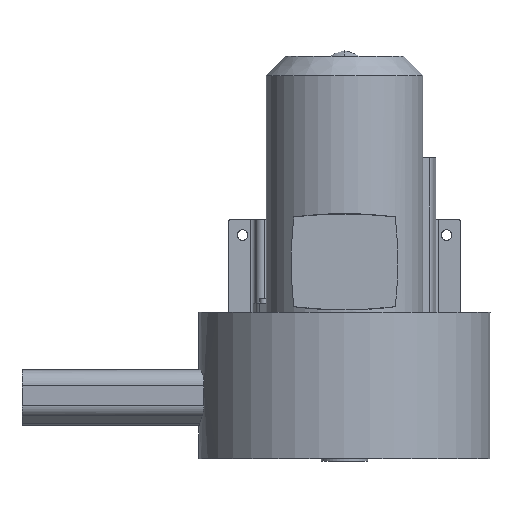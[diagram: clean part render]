
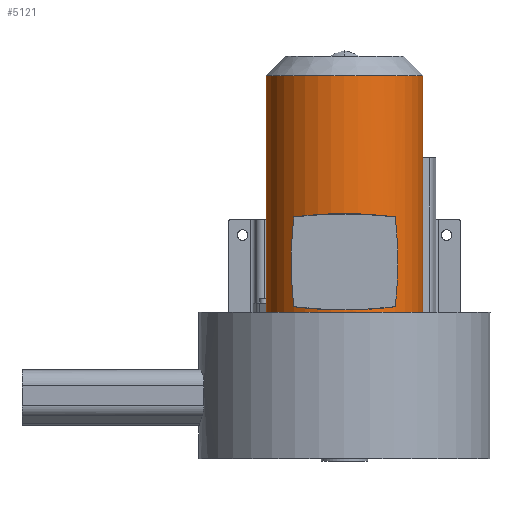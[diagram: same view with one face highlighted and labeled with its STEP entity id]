
A CAD part, front view. The second image highlights one B-rep face of the part: STEP entity #5121.
In plain terms, the highlighted cylindrical face has radius 100 mm (diameter 200 mm), a partial arc.
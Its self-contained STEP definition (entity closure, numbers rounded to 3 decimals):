
#7 = CARTESIAN_POINT ( 'NONE',  ( 67.72, -73.584, 103.782 ) ) ;
#49 = CARTESIAN_POINT ( 'NONE',  ( 65.834, -75.285, 170.482 ) ) ;
#59 = CARTESIAN_POINT ( 'NONE',  ( 27.516, -96.151, 183.469 ) ) ;
#118 = CARTESIAN_POINT ( 'NONE',  ( 58.966, -80.778, 180.734 ) ) ;
#123 = ORIENTED_EDGE ( 'NONE', *, *, #9163, .T. ) ;
#348 = CARTESIAN_POINT ( 'NONE',  ( 100., 0., 58.45 ) ) ;
#439 = EDGE_CURVE ( 'NONE', #6905, #2261, #5085, .T. ) ;
#505 = DIRECTION ( 'NONE',  ( 0., 0., 1. ) ) ;
#556 = CARTESIAN_POINT ( 'NONE',  ( -100., 0., 359.95 ) ) ;
#635 = CARTESIAN_POINT ( 'NONE',  ( -100., 0., 58.45 ) ) ;
#738 = CARTESIAN_POINT ( 'NONE',  ( 0., 0., 58.45 ) ) ;
#889 = VERTEX_POINT ( 'NONE', #1529 ) ;
#918 = CARTESIAN_POINT ( 'NONE',  ( 47.897, -87.832, 63.75 ) ) ;
#941 = ORIENTED_EDGE ( 'NONE', *, *, #2592, .T. ) ;
#977 = LINE ( 'NONE', #4727, #10561 ) ;
#1067 = CARTESIAN_POINT ( 'NONE',  ( 66.643, -74.56, 84.726 ) ) ;
#1114 = CARTESIAN_POINT ( 'NONE',  ( 64.752, -76.205, 180.011 ) ) ;
#1128 = CYLINDRICAL_SURFACE ( 'NONE', #11276, 100. ) ;
#1494 = EDGE_CURVE ( 'NONE', #7223, #8649, #11450, .T. ) ;
#1529 = CARTESIAN_POINT ( 'NONE',  ( 64.752, -76.205, 180.011 ) ) ;
#1752 = CARTESIAN_POINT ( 'NONE',  ( 55.462, -83.415, 64.517 ) ) ;
#1814 = CARTESIAN_POINT ( 'NONE',  ( 23.279, -97.428, 61.964 ) ) ;
#1836 = CARTESIAN_POINT ( 'NONE',  ( 20.407, -97.939, 183.817 ) ) ;
#1857 = EDGE_CURVE ( 'NONE', #2261, #3352, #6096, .T. ) ;
#1868 = CARTESIAN_POINT ( 'NONE',  ( 60.243, -80.036, 65.08 ) ) ;
#1890 = CARTESIAN_POINT ( 'NONE',  ( 45.358, -89.312, 182.187 ) ) ;
#2261 = VERTEX_POINT ( 'NONE', #5307 ) ;
#2517 = EDGE_LOOP ( 'NONE', ( #5211, #941, #123, #3131, #8045 ) ) ;
#2548 = CIRCLE ( 'NONE', #8257, 100. ) ;
#2592 = EDGE_CURVE ( 'NONE', #9477, #889, #2759, .T. ) ;
#2759 = B_SPLINE_CURVE_WITH_KNOTS ( 'NONE', 3,
 ( #6421, #11785, #7370, #1836, #9034, #59, #3682, #10060, #7317, #5587, #1890, #8314, #5525, #118, #3739, #10182, #5466, #1114 ),
 .UNSPECIFIED., .F., .F.,
 ( 4, 2, 2, 2, 2, 2, 2, 2, 4 ),
 ( 0., 0.018, 0.026, 0.031, 0.035, 0.053, 0.061, 0.066, 0.07 ),
 .UNSPECIFIED. ) ;
#2849 = AXIS2_PLACEMENT_3D ( 'NONE', #6113, #10762, #8895 ) ;
#2917 = VERTEX_POINT ( 'NONE', #5629 ) ;
#2993 = DIRECTION ( 'NONE',  ( 0., 0., -1. ) ) ;
#3031 = CARTESIAN_POINT ( 'NONE',  ( 64.752, -76.205, 65.669 ) ) ;
#3131 = ORIENTED_EDGE ( 'NONE', *, *, #1494, .T. ) ;
#3352 = VERTEX_POINT ( 'NONE', #556 ) ;
#3393 = CARTESIAN_POINT ( 'NONE',  ( 64.752, -76.205, 65.669 ) ) ;
#3594 = CARTESIAN_POINT ( 'NONE',  ( 37.256, -92.812, 62.844 ) ) ;
#3612 = CARTESIAN_POINT ( 'NONE',  ( 64.752, -76.205, 180.011 ) ) ;
#3629 = CARTESIAN_POINT ( 'NONE',  ( 65.834, -75.285, 75.197 ) ) ;
#3675 = CARTESIAN_POINT ( 'NONE',  ( 67.72, -73.584, 141.896 ) ) ;
#3682 = CARTESIAN_POINT ( 'NONE',  ( 28.928, -95.736, 183.389 ) ) ;
#3739 = CARTESIAN_POINT ( 'NONE',  ( 60.148, -79.902, 180.592 ) ) ;
#3772 = CARTESIAN_POINT ( 'NONE',  ( 67.989, -73.332, 122.839 ) ) ;
#4201 = CARTESIAN_POINT ( 'NONE',  ( -0.014, -100., 58.45 ) ) ;
#4483 = FACE_OUTER_BOUND ( 'NONE', #7135, .T. ) ;
#4629 = CARTESIAN_POINT ( 'NONE',  ( 66.643, -74.561, 160.954 ) ) ;
#4703 = FACE_BOUND ( 'NONE', #2517, .T. ) ;
#4727 = CARTESIAN_POINT ( 'NONE',  ( -100., 0., 58.45 ) ) ;
#4839 = VECTOR ( 'NONE', #7830, 1000. ) ;
#5085 = LINE ( 'NONE', #6984, #10648 ) ;
#5106 = LINE ( 'NONE', #4201, #4839 ) ;
#5121 = ADVANCED_FACE ( 'NONE', ( #4483, #4703 ), #1128, .T. ) ;
#5211 = ORIENTED_EDGE ( 'NONE', *, *, #10901, .T. ) ;
#5307 = CARTESIAN_POINT ( 'NONE',  ( 100., 0., 359.95 ) ) ;
#5405 = CARTESIAN_POINT ( 'NONE',  ( -0.014, -100., 184.226 ) ) ;
#5444 = CARTESIAN_POINT ( 'NONE',  ( 5.934, -100.001, 61.454 ) ) ;
#5466 = CARTESIAN_POINT ( 'NONE',  ( 63.626, -77.161, 180.158 ) ) ;
#5500 = CARTESIAN_POINT ( 'NONE',  ( 41.325, -91.074, 63.165 ) ) ;
#5525 = CARTESIAN_POINT ( 'NONE',  ( 55.374, -83.32, 181.152 ) ) ;
#5560 = CARTESIAN_POINT ( 'NONE',  ( -0.014, -100., 61.454 ) ) ;
#5587 = CARTESIAN_POINT ( 'NONE',  ( 40.073, -91.81, 182.646 ) ) ;
#5595 = CARTESIAN_POINT ( 'NONE',  ( 67.989, -73.332, 113.311 ) ) ;
#5629 = CARTESIAN_POINT ( 'NONE',  ( -0.014, -100., 61.454 ) ) ;
#5855 = ORIENTED_EDGE ( 'NONE', *, *, #1857, .T. ) ;
#6096 = CIRCLE ( 'NONE', #2849, 100. ) ;
#6113 = CARTESIAN_POINT ( 'NONE',  ( 0., 0., 359.95 ) ) ;
#6183 = EDGE_CURVE ( 'NONE', #8649, #2917, #7726, .T. ) ;
#6338 = CARTESIAN_POINT ( 'NONE',  ( 28.932, -95.906, 62.262 ) ) ;
#6399 = CARTESIAN_POINT ( 'NONE',  ( 64.752, -76.205, 65.669 ) ) ;
#6421 = CARTESIAN_POINT ( 'NONE',  ( -0.014, -100., 184.226 ) ) ;
#6450 = CARTESIAN_POINT ( 'NONE',  ( 45.308, -89.195, 63.507 ) ) ;
#6636 = DIRECTION ( 'NONE',  ( 0., 0., 1. ) ) ;
#6766 = DIRECTION ( 'NONE',  ( 1., 0., 0. ) ) ;
#6905 = VERTEX_POINT ( 'NONE', #348 ) ;
#6984 = CARTESIAN_POINT ( 'NONE',  ( 100., 0., 58.45 ) ) ;
#7069 = VERTEX_POINT ( 'NONE', #635 ) ;
#7135 = EDGE_LOOP ( 'NONE', ( #9730, #9227, #11082, #5855 ) ) ;
#7223 = VERTEX_POINT ( 'NONE', #3772 ) ;
#7228 = B_SPLINE_CURVE_WITH_KNOTS ( 'NONE', 3,
 ( #3612, #49, #4629, #3675, #8253, #11001 ),
 .UNSPECIFIED., .F., .F.,
 ( 4, 2, 4 ),
 ( 0., 0.029, 0.057 ),
 .UNSPECIFIED. ) ;
#7317 = CARTESIAN_POINT ( 'NONE',  ( 33.144, -94.359, 183.126 ) ) ;
#7370 = CARTESIAN_POINT ( 'NONE',  ( 11.769, -99.477, 184.12 ) ) ;
#7726 = B_SPLINE_CURVE_WITH_KNOTS ( 'NONE', 3,
 ( #6399, #1868, #1752, #918, #6450, #5500, #9011, #3594, #8291, #6338, #1814, #9125, #5444, #5560 ),
 .UNSPECIFIED., .F., .F.,
 ( 4, 2, 2, 2, 2, 2, 4 ),
 ( 0., 0.018, 0.026, 0.031, 0.035, 0.053, 0.07 ),
 .UNSPECIFIED. ) ;
#7830 = DIRECTION ( 'NONE',  ( 0., 0., 1. ) ) ;
#8045 = ORIENTED_EDGE ( 'NONE', *, *, #6183, .T. ) ;
#8147 = CARTESIAN_POINT ( 'NONE',  ( 67.989, -73.332, 122.839 ) ) ;
#8253 = CARTESIAN_POINT ( 'NONE',  ( 67.989, -73.332, 132.368 ) ) ;
#8257 = AXIS2_PLACEMENT_3D ( 'NONE', #11164, #2993, #6766 ) ;
#8291 = CARTESIAN_POINT ( 'NONE',  ( 35.873, -93.356, 62.743 ) ) ;
#8314 = CARTESIAN_POINT ( 'NONE',  ( 52.917, -84.902, 181.421 ) ) ;
#8649 = VERTEX_POINT ( 'NONE', #3393 ) ;
#8895 = DIRECTION ( 'NONE',  ( 1., 0., 0. ) ) ;
#9011 = CARTESIAN_POINT ( 'NONE',  ( 39.98, -91.672, 63.055 ) ) ;
#9034 = CARTESIAN_POINT ( 'NONE',  ( 23.264, -97.301, 183.691 ) ) ;
#9125 = CARTESIAN_POINT ( 'NONE',  ( 11.78, -99.475, 61.56 ) ) ;
#9163 = EDGE_CURVE ( 'NONE', #889, #7223, #7228, .T. ) ;
#9227 = ORIENTED_EDGE ( 'NONE', *, *, #11154, .F. ) ;
#9477 = VERTEX_POINT ( 'NONE', #5405 ) ;
#9730 = ORIENTED_EDGE ( 'NONE', *, *, #11639, .F. ) ;
#10060 = CARTESIAN_POINT ( 'NONE',  ( 31.74, -94.841, 183.218 ) ) ;
#10182 = CARTESIAN_POINT ( 'NONE',  ( 62.479, -78.093, 180.304 ) ) ;
#10194 = DIRECTION ( 'NONE',  ( 0., 0., 1. ) ) ;
#10561 = VECTOR ( 'NONE', #6636, 1000. ) ;
#10648 = VECTOR ( 'NONE', #505, 1000. ) ;
#10751 = DIRECTION ( 'NONE',  ( 1., 0., 0. ) ) ;
#10762 = DIRECTION ( 'NONE',  ( 0., 0., -1. ) ) ;
#10901 = EDGE_CURVE ( 'NONE', #2917, #9477, #5106, .T. ) ;
#11001 = CARTESIAN_POINT ( 'NONE',  ( 67.989, -73.332, 122.839 ) ) ;
#11082 = ORIENTED_EDGE ( 'NONE', *, *, #439, .T. ) ;
#11154 = EDGE_CURVE ( 'NONE', #6905, #7069, #2548, .T. ) ;
#11164 = CARTESIAN_POINT ( 'NONE',  ( 0., 0., 58.45 ) ) ;
#11276 = AXIS2_PLACEMENT_3D ( 'NONE', #738, #10194, #10751 ) ;
#11450 = B_SPLINE_CURVE_WITH_KNOTS ( 'NONE', 3,
 ( #8147, #5595, #7, #1067, #3629, #3031 ),
 .UNSPECIFIED., .F., .F.,
 ( 4, 2, 4 ),
 ( 0.057, 0.086, 0.114 ),
 .UNSPECIFIED. ) ;
#11639 = EDGE_CURVE ( 'NONE', #7069, #3352, #977, .T. ) ;
#11785 = CARTESIAN_POINT ( 'NONE',  ( 5.924, -100.001, 184.226 ) ) ;
